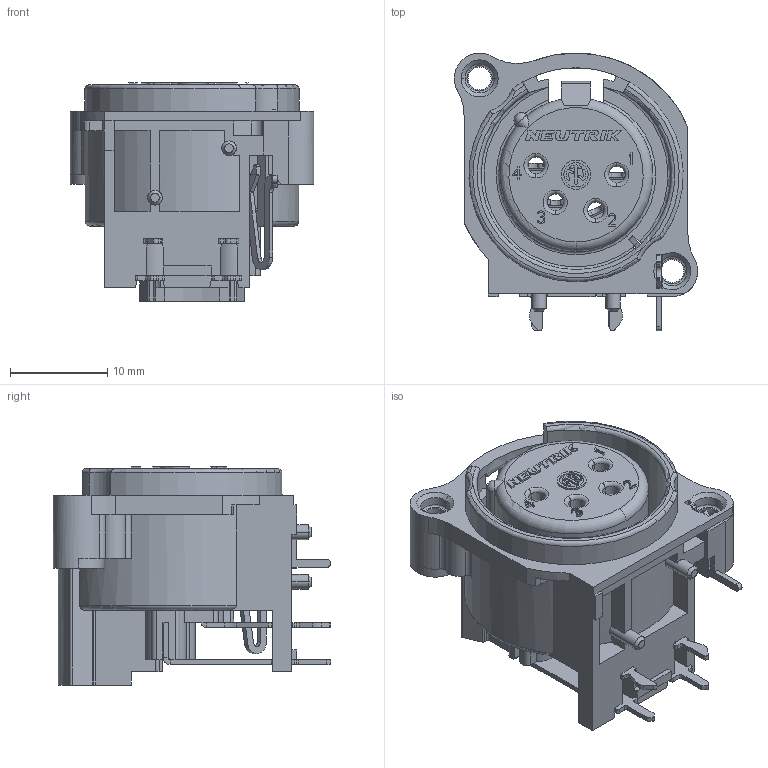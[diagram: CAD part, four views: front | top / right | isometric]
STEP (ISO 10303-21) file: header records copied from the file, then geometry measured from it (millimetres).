
FILE_DESCRIPTION((''),'2;1');
FILE_NAME('NC4FAH-0','2019-04-16T',('odo'),(''),'CREO PARAMETRIC BY PTC INC, 2018360','CREO PARAMETRIC BY PTC INC, 2018360','');
FILE_SCHEMA(('CONFIG_CONTROL_DESIGN'));
Length unit declared in the file: millimetre
Products named in the file (1): NC4FAH-0
Bounding box: 25 x 28.51 x 22.4 mm (x, y, z)
Volume: 4890.8 mm3; surface area: 6770.4 mm2
Topology: 1 solids, 4 shells, 1152 faces, 3300 edges, 2114 vertices
Faces by surface type: plane 776, cylinder 269, torus 63, cone 29, sphere 9, bspline 4, extrusion 2
Entity records: 37983 total; most frequent: CARTESIAN_POINT 7520, ORIENTED_EDGE 6582, DIRECTION 6180, EDGE_CURVE 3291, VECTOR 2358, LINE 2356, VERTEX_POINT 2114, AXIS2_PLACEMENT_3D 1911
